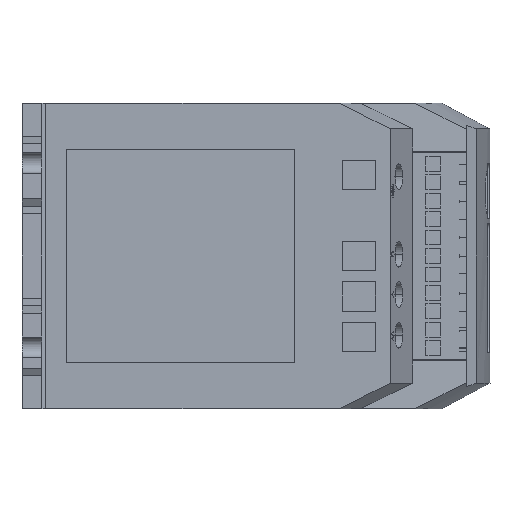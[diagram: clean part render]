
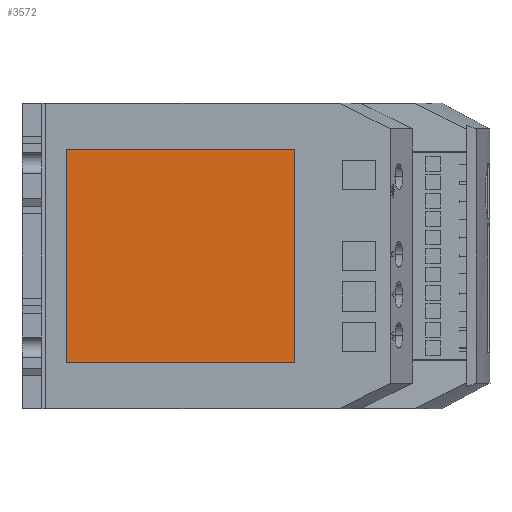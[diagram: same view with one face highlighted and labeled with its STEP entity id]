
A CAD part, front view. The second image highlights one B-rep face of the part: STEP entity #3572.
In plain terms, the highlighted planar face has unit normal (0.002, -1, 0).
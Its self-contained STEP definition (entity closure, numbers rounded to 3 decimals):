
#2032 = LINE ( 'NONE', #29902, #24437 ) ;
#2474 = FACE_OUTER_BOUND ( 'NONE', #29010, .T. ) ;
#3572 = ADVANCED_FACE ( 'NONE', ( #2474 ), #30939, .F. ) ;
#6081 = AXIS2_PLACEMENT_3D ( 'NONE', #14917, #19924, #17476 ) ;
#7632 = ORIENTED_EDGE ( 'NONE', *, *, #26500, .T. ) ;
#9948 = CARTESIAN_POINT ( 'NONE',  ( -38.142, -65.654, 12.5 ) ) ;
#10497 = EDGE_CURVE ( 'NONE', #26040, #16480, #26347, .T. ) ;
#11002 = DIRECTION ( 'NONE',  ( 0., 0., -1. ) ) ;
#11308 = VERTEX_POINT ( 'NONE', #17935 ) ;
#11616 = VECTOR ( 'NONE', #21012, 1000. ) ;
#14917 = CARTESIAN_POINT ( 'NONE',  ( 0.159, -65.561, 0. ) ) ;
#15928 = CARTESIAN_POINT ( 'NONE',  ( -38.142, -65.654, 70.5 ) ) ;
#16480 = VERTEX_POINT ( 'NONE', #9948 ) ;
#16627 = CARTESIAN_POINT ( 'NONE',  ( -38.142, -65.654, 70.5 ) ) ;
#17476 = DIRECTION ( 'NONE',  ( -1., -0.002, 0. ) ) ;
#17935 = CARTESIAN_POINT ( 'NONE',  ( 23.858, -65.503, 12.5 ) ) ;
#18425 = VERTEX_POINT ( 'NONE', #29341 ) ;
#19201 = EDGE_CURVE ( 'NONE', #16480, #11308, #2032, .T. ) ;
#19924 = DIRECTION ( 'NONE',  ( -0.002, 1., 0. ) ) ;
#20114 = CARTESIAN_POINT ( 'NONE',  ( 23.858, -65.503, 70.5 ) ) ;
#20222 = ORIENTED_EDGE ( 'NONE', *, *, #20483, .T. ) ;
#20483 = EDGE_CURVE ( 'NONE', #18425, #26040, #20806, .T. ) ;
#20806 = LINE ( 'NONE', #21109, #11616 ) ;
#21012 = DIRECTION ( 'NONE',  ( -1., -0.002, 0. ) ) ;
#21068 = ORIENTED_EDGE ( 'NONE', *, *, #19201, .T. ) ;
#21109 = CARTESIAN_POINT ( 'NONE',  ( 23.858, -65.503, 70.5 ) ) ;
#23364 = LINE ( 'NONE', #20114, #30193 ) ;
#24437 = VECTOR ( 'NONE', #24615, 1000. ) ;
#24615 = DIRECTION ( 'NONE',  ( 1., 0.002, 0. ) ) ;
#26040 = VERTEX_POINT ( 'NONE', #16627 ) ;
#26347 = LINE ( 'NONE', #15928, #32363 ) ;
#26500 = EDGE_CURVE ( 'NONE', #11308, #18425, #23364, .T. ) ;
#27758 = DIRECTION ( 'NONE',  ( 0., 0., 1. ) ) ;
#28031 = ORIENTED_EDGE ( 'NONE', *, *, #10497, .T. ) ;
#29010 = EDGE_LOOP ( 'NONE', ( #7632, #20222, #28031, #21068 ) ) ;
#29341 = CARTESIAN_POINT ( 'NONE',  ( 23.858, -65.503, 70.5 ) ) ;
#29902 = CARTESIAN_POINT ( 'NONE',  ( 23.858, -65.503, 12.5 ) ) ;
#30193 = VECTOR ( 'NONE', #27758, 1000. ) ;
#30939 = PLANE ( 'NONE',  #6081 ) ;
#32363 = VECTOR ( 'NONE', #11002, 1000. ) ;
